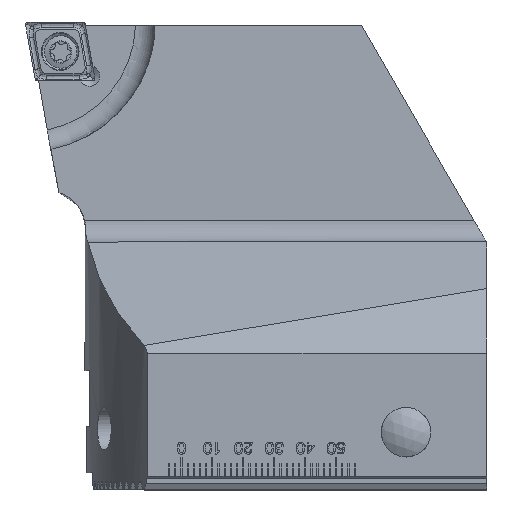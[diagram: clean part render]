
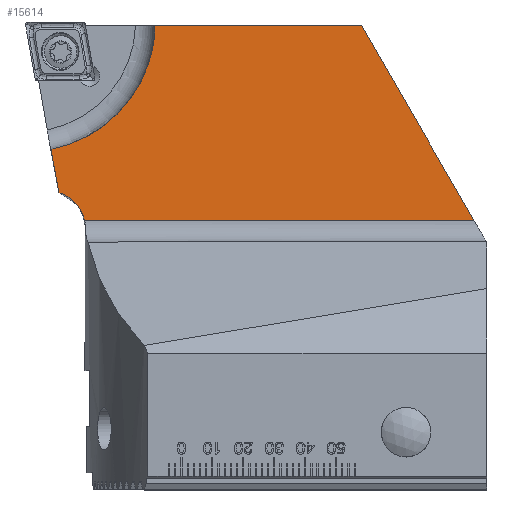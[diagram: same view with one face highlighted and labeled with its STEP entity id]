
A CAD part, top view. The second image highlights one B-rep face of the part: STEP entity #15614.
In plain terms, the highlighted planar face has unit normal (-0.121, 0.122, 0.985).
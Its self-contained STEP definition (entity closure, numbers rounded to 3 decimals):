
#338 = CARTESIAN_POINT ( 'NONE',  ( 9.248, -31.029, 4.67 ) ) ;
#553 = ORIENTED_EDGE ( 'NONE', *, *, #6258, .T. ) ;
#773 = PLANE ( 'NONE',  #26644 ) ;
#855 = VECTOR ( 'NONE', #25856, 1000. ) ;
#989 = CARTESIAN_POINT ( 'NONE',  ( 72.472, -32.055, 12.559 ) ) ;
#1484 = LINE ( 'NONE', #25771, #855 ) ;
#2225 = CARTESIAN_POINT ( 'NONE',  ( 13.022, -17.688, 3.482 ) ) ;
#2420 = CARTESIAN_POINT ( 'NONE',  ( 7.072, -28.378, 4.074 ) ) ;
#2583 = CARTESIAN_POINT ( 'NONE',  ( 4.541, -22.914, 3.088 ) ) ;
#4016 = ORIENTED_EDGE ( 'NONE', *, *, #19171, .T. ) ;
#4039 = ORIENTED_EDGE ( 'NONE', *, *, #4233, .F. ) ;
#4146 = CARTESIAN_POINT ( 'NONE',  ( 5.905, -27.745, 3.853 ) ) ;
#4233 = EDGE_CURVE ( 'NONE', #17934, #4906, #25352, .T. ) ;
#4309 = CARTESIAN_POINT ( 'NONE',  ( 6.947, -19.818, 3. ) ) ;
#4323 = CARTESIAN_POINT ( 'NONE',  ( 7.29, -28.535, 4.121 ) ) ;
#4407 = VERTEX_POINT ( 'NONE', #21108 ) ;
#4465 = CARTESIAN_POINT ( 'NONE',  ( 20.919, -1.71, 2.476 ) ) ;
#4675 = CARTESIAN_POINT ( 'NONE',  ( 4.968, -25.243, 3.428 ) ) ;
#4906 = VERTEX_POINT ( 'NONE', #989 ) ;
#4908 = FACE_OUTER_BOUND ( 'NONE', #11110, .T. ) ;
#4951 = DIRECTION ( 'NONE',  ( 0., -0.992, 0.123 ) ) ;
#4963 = VERTEX_POINT ( 'NONE', #11415 ) ;
#5346 = EDGE_CURVE ( 'NONE', #12498, #17001, #19426, .T. ) ;
#5378 = CARTESIAN_POINT ( 'NONE',  ( 4.116, -20.583, 2.747 ) ) ;
#5831 = CARTESIAN_POINT ( 'NONE',  ( 6.026, -20.141, 2.927 ) ) ;
#5919 = ORIENTED_EDGE ( 'NONE', *, *, #8316, .F. ) ;
#6215 = CARTESIAN_POINT ( 'NONE',  ( 9.55, -32.055, 4.834 ) ) ;
#6258 = EDGE_CURVE ( 'NONE', #17001, #4963, #21275, .T. ) ;
#6612 = CARTESIAN_POINT ( 'NONE',  ( 20.526, -4.43, 2.764 ) ) ;
#7078 = CARTESIAN_POINT ( 'NONE',  ( 77.681, 1.105, 9.097 ) ) ;
#8057 = ORIENTED_EDGE ( 'NONE', *, *, #17646, .F. ) ;
#8172 = CARTESIAN_POINT ( 'NONE',  ( 0.028, -0.6, -0.227 ) ) ;
#8316 = EDGE_CURVE ( 'NONE', #4407, #4963, #15319, .T. ) ;
#9654 = CARTESIAN_POINT ( 'NONE',  ( 4.116, -20.583, 2.747 ) ) ;
#9690 = VERTEX_POINT ( 'NONE', #14926 ) ;
#9736 = CARTESIAN_POINT ( 'NONE',  ( 6.947, -19.818, 3. ) ) ;
#10047 = DIRECTION ( 'NONE',  ( -0.993, 0., -0.122 ) ) ;
#10451 = CARTESIAN_POINT ( 'NONE',  ( 20.12, -6.037, 2.913 ) ) ;
#10485 = CARTESIAN_POINT ( 'NONE',  ( 5.653, -27.648, 3.81 ) ) ;
#10539 = CARTESIAN_POINT ( 'NONE',  ( 20.922, -0.6, 2.339 ) ) ;
#10632 = CARTESIAN_POINT ( 'NONE',  ( 19.765, -7.095, 3. ) ) ;
#10915 = CARTESIAN_POINT ( 'NONE',  ( 20.922, -0.6, 2.339 ) ) ;
#10981 = LINE ( 'NONE', #8172, #25744 ) ;
#11110 = EDGE_LOOP ( 'NONE', ( #4039, #11722, #26447, #4016, #24815, #553, #5919, #8057 ) ) ;
#11415 = CARTESIAN_POINT ( 'NONE',  ( 5.397, -27.569, 3.769 ) ) ;
#11722 = ORIENTED_EDGE ( 'NONE', *, *, #24606, .T. ) ;
#12446 = CARTESIAN_POINT ( 'NONE',  ( 17.59, -13.154, 3.482 ) ) ;
#12498 = VERTEX_POINT ( 'NONE', #25924 ) ;
#12544 = CARTESIAN_POINT ( 'NONE',  ( 4.116, -20.583, 2.747 ) ) ;
#13800 = CARTESIAN_POINT ( 'NONE',  ( 5.083, -20.397, 2.843 ) ) ;
#14567 = CARTESIAN_POINT ( 'NONE',  ( 8.733, -30.091, 4.49 ) ) ;
#14926 = CARTESIAN_POINT ( 'NONE',  ( 19.765, -7.095, 3. ) ) ;
#15319 = B_SPLINE_CURVE_WITH_KNOTS ( 'NONE', 3,
 ( #6215, #26650, #338, #16522, #14567, #16618, #16440, #20740, #4323, #2420, #18836, #18672, #4146, #10485, #20921 ),
 .UNSPECIFIED., .F., .F.,
 ( 4, 2, 2, 1, 2, 2, 2, 4 ),
 ( 0., 0.002, 0.002, 0.003, 0.004, 0.005, 0.006, 0.006 ),
 .UNSPECIFIED. ) ;
#15343 = DIRECTION ( 'NONE',  ( -0.121, 0.122, 0.985 ) ) ;
#15614 = ADVANCED_FACE ( 'NONE', ( #4908 ), #773, .T. ) ;
#16186 = DIRECTION ( 'NONE',  ( 0.493, -0.854, 0.166 ) ) ;
#16230 =( BOUNDED_CURVE ( )  B_SPLINE_CURVE ( 3, ( #22710, #12446, #2225, #4309 ),
 .UNSPECIFIED., .F., .T. ) 
 B_SPLINE_CURVE_WITH_KNOTS ( ( 4, 4 ),
 ( 2.697, 3.586 ),
 .UNSPECIFIED. ) 
 CURVE ( )  GEOMETRIC_REPRESENTATION_ITEM ( )  RATIONAL_B_SPLINE_CURVE ( ( 1., 0.935, 0.935, 1. ) ) 
 REPRESENTATION_ITEM ( '' )  );
#16440 = CARTESIAN_POINT ( 'NONE',  ( 8.089, -29.244, 4.306 ) ) ;
#16522 = CARTESIAN_POINT ( 'NONE',  ( 8.875, -30.321, 4.536 ) ) ;
#16618 = CARTESIAN_POINT ( 'NONE',  ( 8.424, -29.656, 4.398 ) ) ;
#17001 = VERTEX_POINT ( 'NONE', #5378 ) ;
#17646 = EDGE_CURVE ( 'NONE', #4906, #4407, #1484, .T. ) ;
#17934 = VERTEX_POINT ( 'NONE', #23732 ) ;
#18322 = CARTESIAN_POINT ( 'NONE',  ( 59.492, -9.574, 8.185 ) ) ;
#18672 = CARTESIAN_POINT ( 'NONE',  ( 6.389, -27.968, 3.94 ) ) ;
#18808 = CARTESIAN_POINT ( 'NONE',  ( 20.406, -4.968, 2.816 ) ) ;
#18836 = CARTESIAN_POINT ( 'NONE',  ( 6.622, -28.094, 3.984 ) ) ;
#19171 = EDGE_CURVE ( 'NONE', #9690, #12498, #16230, .T. ) ;
#19310 = VERTEX_POINT ( 'NONE', #10915 ) ;
#19426 = B_SPLINE_CURVE_WITH_KNOTS ( 'NONE', 3,
 ( #9736, #5831, #13800, #9654 ),
 .UNSPECIFIED., .F., .F.,
 ( 4, 4 ),
 ( 0.003, 0.006 ),
 .UNSPECIFIED. ) ;
#19547 = VECTOR ( 'NONE', #16186, 1000. ) ;
#19607 = B_SPLINE_CURVE_WITH_KNOTS ( 'NONE', 3,
 ( #10539, #4465, #24824, #6612, #18808, #10451, #24916, #10632 ),
 .UNSPECIFIED., .F., .F.,
 ( 4, 2, 2, 4 ),
 ( 0., 0.004, 0.005, 0.007 ),
 .UNSPECIFIED. ) ;
#20740 = CARTESIAN_POINT ( 'NONE',  ( 7.703, -28.878, 4.214 ) ) ;
#20921 = CARTESIAN_POINT ( 'NONE',  ( 5.397, -27.569, 3.769 ) ) ;
#21108 = CARTESIAN_POINT ( 'NONE',  ( 9.55, -32.055, 4.834 ) ) ;
#21275 =( BOUNDED_CURVE ( )  B_SPLINE_CURVE ( 3, ( #12544, #2583, #4675, #21429 ),
 .UNSPECIFIED., .F., .T. ) 
 B_SPLINE_CURVE_WITH_KNOTS ( ( 4, 4 ),
 ( 1.71, 1.725 ),
 .UNSPECIFIED. ) 
 CURVE ( )  GEOMETRIC_REPRESENTATION_ITEM ( )  RATIONAL_B_SPLINE_CURVE ( ( 1., 1., 1., 1. ) ) 
 REPRESENTATION_ITEM ( '' )  );
#21429 = CARTESIAN_POINT ( 'NONE',  ( 5.397, -27.569, 3.769 ) ) ;
#22710 = CARTESIAN_POINT ( 'NONE',  ( 19.765, -7.095, 3. ) ) ;
#23392 = EDGE_CURVE ( 'NONE', #19310, #9690, #19607, .T. ) ;
#23732 = CARTESIAN_POINT ( 'NONE',  ( 54.311, -0.6, 6.438 ) ) ;
#24606 = EDGE_CURVE ( 'NONE', #17934, #19310, #10981, .T. ) ;
#24815 = ORIENTED_EDGE ( 'NONE', *, *, #5346, .T. ) ;
#24824 = CARTESIAN_POINT ( 'NONE',  ( 20.817, -2.806, 2.599 ) ) ;
#24916 = CARTESIAN_POINT ( 'NONE',  ( 19.954, -6.57, 2.958 ) ) ;
#25352 = LINE ( 'NONE', #18322, #19547 ) ;
#25744 = VECTOR ( 'NONE', #10047, 1000. ) ;
#25771 = CARTESIAN_POINT ( 'NONE',  ( 77.184, -32.055, 13.138 ) ) ;
#25856 = DIRECTION ( 'NONE',  ( -0.993, 0., -0.122 ) ) ;
#25924 = CARTESIAN_POINT ( 'NONE',  ( 6.947, -19.818, 3. ) ) ;
#26447 = ORIENTED_EDGE ( 'NONE', *, *, #23392, .T. ) ;
#26644 = AXIS2_PLACEMENT_3D ( 'NONE', #7078, #15343, #4951 ) ;
#26650 = CARTESIAN_POINT ( 'NONE',  ( 9.433, -31.528, 4.754 ) ) ;
